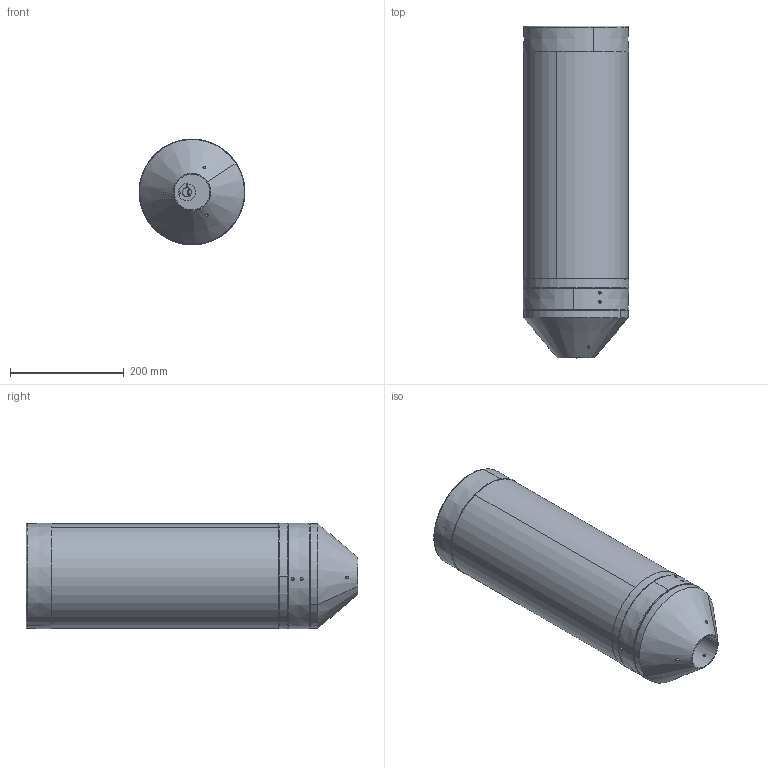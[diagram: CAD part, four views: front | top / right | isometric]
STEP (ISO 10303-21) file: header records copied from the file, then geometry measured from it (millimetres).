
FILE_DESCRIPTION (( 'STEP AP203' ), '1' );
FILE_NAME ('COLOSS TOP LED.STEP', '2022-05-12T06:38:30', ( '' ), ( '' ), 'SwSTEP 2.0', 'SolidWorks 2019', '' );
FILE_SCHEMA (( 'CONFIG_CONTROL_DESIGN' ));
Length unit declared in the file: millimetre
Products named in the file (1): COLOSS TOP LED
Bounding box: 185.99 x 584.5 x 185.99 mm (x, y, z)
Volume: 2884675.2 mm3; surface area: 1088283.3 mm2
Topology: 24 solids, 24 shells, 4387 faces, 11165 edges, 6692 vertices
Faces by surface type: plane 1636, cylinder 1080, bspline 787, cone 455, sphere 298, torus 131
Entity records: 245739 total; most frequent: CARTESIAN_POINT 149187, ORIENTED_EDGE 21458, DIRECTION 17569, EDGE_CURVE 10729, VERTEX_POINT 6692, AXIS2_PLACEMENT_3D 6346, VECTOR 4877, LINE 4877
